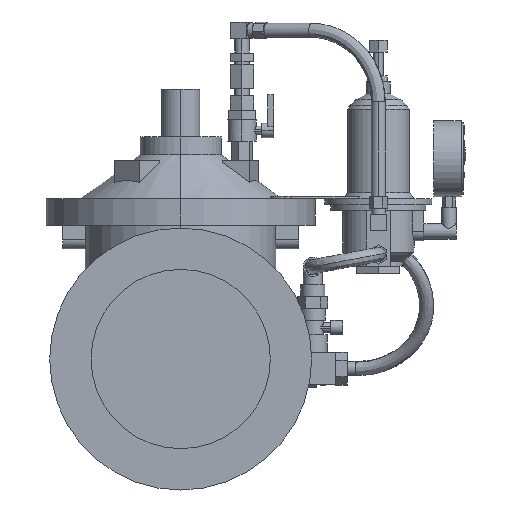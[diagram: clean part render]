
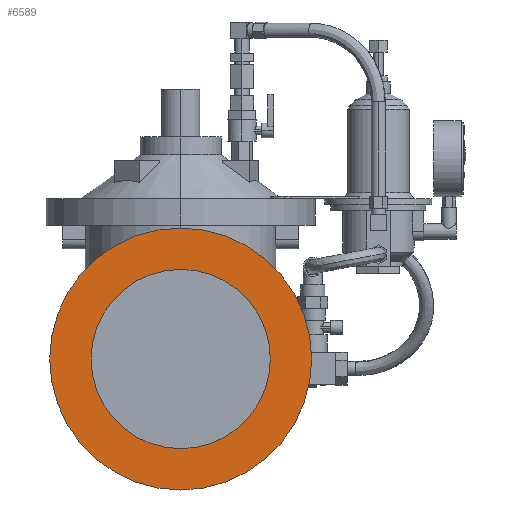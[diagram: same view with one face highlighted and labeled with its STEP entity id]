
A CAD part, left-side view. The second image highlights one B-rep face of the part: STEP entity #6589.
In plain terms, the highlighted planar face has unit normal (-1, 0, 0).
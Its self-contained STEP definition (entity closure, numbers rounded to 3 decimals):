
#3259=EDGE_CURVE('',#3281,#6957,#8836,.T.);
#3281=VERTEX_POINT('',#8861);
#3977=EDGE_CURVE('',#6957,#3281,#9630,.T.);
#4513=VERTEX_POINT('',#10235);
#4747=EDGE_CURVE('',#4513,#7297,#10497,.T.);
#5331=EDGE_CURVE('',#7297,#4513,#11147,.T.);
#6589=ADVANCED_FACE('',(#12553,#12554),#12555,.T.);
#6957=VERTEX_POINT('',#12955);
#7297=VERTEX_POINT('',#13324);
#8836=CIRCLE('',#16452,75.3);
#8861=CARTESIAN_POINT('',(-171.0,0.,75.3));
#9630=CIRCLE('',#18284,75.3);
#10235=CARTESIAN_POINT('',(-171.0,0.,110.0));
#10497=CIRCLE('',#20788,110.0);
#11147=CIRCLE('',#22015,110.0);
#12553=FACE_BOUND('',#24622,.T.);
#12554=FACE_OUTER_BOUND('',#24623,.T.);
#12555=PLANE('',#24624);
#12955=CARTESIAN_POINT('',(-171.0,0.0,-75.3));
#13324=CARTESIAN_POINT('',(-171.0,0.0,-110.0));
#16452=AXIS2_PLACEMENT_3D('',#29057,#29058,#29059);
#18284=AXIS2_PLACEMENT_3D('',#29938,#29939,#29940);
#20788=AXIS2_PLACEMENT_3D('',#30930,#30931,#30932);
#22015=AXIS2_PLACEMENT_3D('',#31682,#31683,#31684);
#24622=EDGE_LOOP('',(#33258,#33259));
#24623=EDGE_LOOP('',(#33260,#33261));
#24624=AXIS2_PLACEMENT_3D('',#33262,#33263,#33264);
#29057=CARTESIAN_POINT('',(-171.0,0.0,0.0));
#29058=DIRECTION('',(1.0,0.0,0.0));
#29059=DIRECTION('',(0.0,0.0,-1.0));
#29938=CARTESIAN_POINT('',(-171.0,0.0,0.0));
#29939=DIRECTION('',(1.0,0.0,0.0));
#29940=DIRECTION('',(0.0,0.0,-1.0));
#30930=CARTESIAN_POINT('',(-171.0,0.0,0.0));
#30931=DIRECTION('',(-1.0,0.0,0.0));
#30932=DIRECTION('',(0.0,0.0,-1.0));
#31682=CARTESIAN_POINT('',(-171.0,0.0,0.0));
#31683=DIRECTION('',(-1.0,0.0,0.0));
#31684=DIRECTION('',(0.0,0.0,-1.0));
#33258=ORIENTED_EDGE('',*,*,#3977,.T.);
#33259=ORIENTED_EDGE('',*,*,#3259,.T.);
#33260=ORIENTED_EDGE('',*,*,#5331,.T.);
#33261=ORIENTED_EDGE('',*,*,#4747,.T.);
#33262=CARTESIAN_POINT('',(-171.0,0.0,0.0));
#33263=DIRECTION('',(-1.0,0.0,0.0));
#33264=DIRECTION('',(0.0,0.0,1.0));
